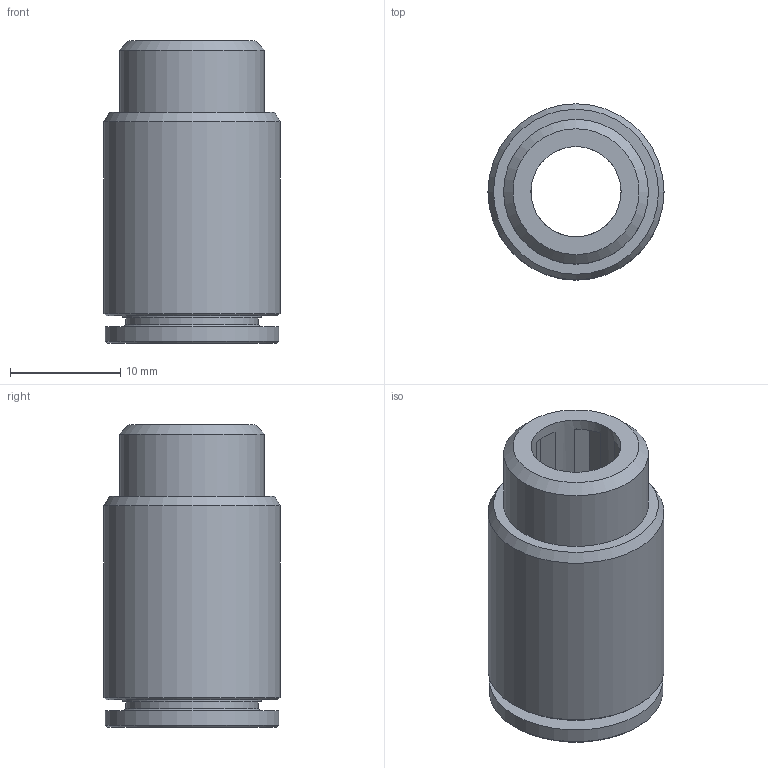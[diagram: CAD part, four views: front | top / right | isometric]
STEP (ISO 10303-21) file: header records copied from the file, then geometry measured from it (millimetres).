
FILE_DESCRIPTION(/* description */ ('STEP AP214'),/* implementation_level */ '2;1');
FILE_NAME(/* name */ '578378_NPQH-DK-G14-Q10-P10',/* time_stamp */ '2024-09-13T03:32:31+02:00',/* author */ ('License CC BY-ND 4.0'),/* organization */ ('CADENAS'),/* preprocessor_version */ 'ST-DEVELOPER v19.3',/* originating_system */ 'PARTsolutions',/* authorisation */ ' ');
FILE_SCHEMA (('AUTOMOTIVE_DESIGN {1 0 10303 214 3 1 1}'));
Length unit declared in the file: millimetre
Products named in the file (1): 578378 NPQH-DK-G14-Q10-P10
Bounding box: 16 x 16 x 27.5 mm (x, y, z)
Volume: 3041.9 mm3; surface area: 2530.7 mm2
Topology: 1 solids, 1 shells, 38 faces, 89 edges, 57 vertices
Faces by surface type: plane 24, cylinder 7, cone 7
Full cylindrical faces by diameter (mm): 8.2 x1, 10 x1, 12 x1, 12.6 x1, 13.157 x1, 15.8 x1, 16 x1
Entity records: 1046 total; most frequent: CARTESIAN_POINT 203, DIRECTION 170, ORIENTED_EDGE 146, EDGE_CURVE 73, AXIS2_PLACEMENT_3D 70, EDGE_LOOP 58, FACE_BOUND 58, VERTEX_POINT 55
